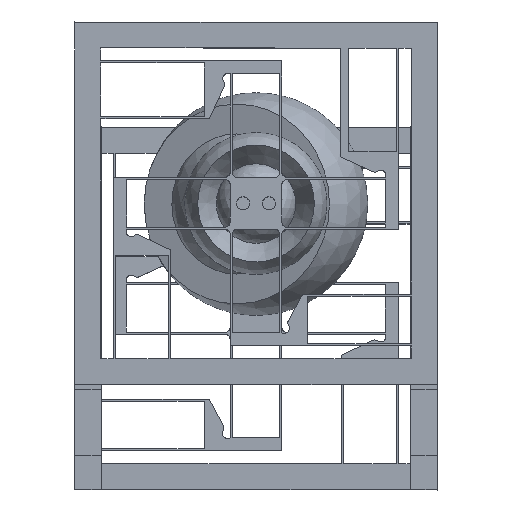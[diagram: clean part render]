
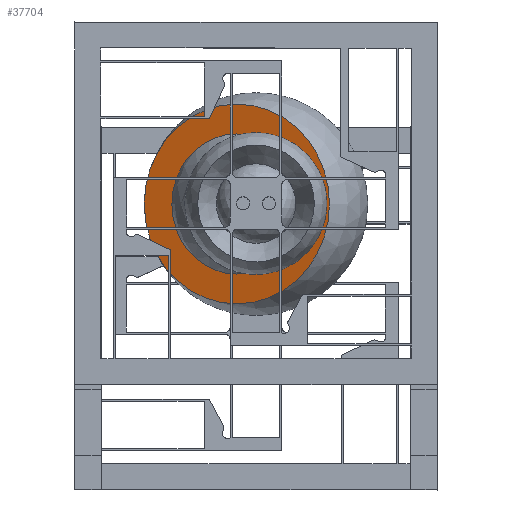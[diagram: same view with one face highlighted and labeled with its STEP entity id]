
A CAD part, top view. The second image highlights one B-rep face of the part: STEP entity #37704.
In plain terms, the highlighted planar face has unit normal (-0.376, 0, 0.927).
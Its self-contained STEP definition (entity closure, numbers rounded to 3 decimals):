
#72=CIRCLE('',#39695,34.369);
#75=CIRCLE('',#39699,48.99);
#328=FACE_BOUND('',#4000,.T.);
#2080=FACE_OUTER_BOUND('',#3999,.T.);
#3999=EDGE_LOOP('',(#33918));
#4000=EDGE_LOOP('',(#33919));
#18079=VERTEX_POINT('',#59196);
#18081=VERTEX_POINT('',#59202);
#23374=EDGE_CURVE('',#18079,#18079,#72,.T.);
#23377=EDGE_CURVE('',#18081,#18081,#75,.T.);
#33918=ORIENTED_EDGE('',*,*,#23377,.F.);
#33919=ORIENTED_EDGE('',*,*,#23374,.T.);
#35920=PLANE('',#39698);
#37704=ADVANCED_FACE('',(#2080,#328),#35920,.T.);
#39695=AXIS2_PLACEMENT_3D('',#59197,#48522,#48523);
#39698=AXIS2_PLACEMENT_3D('',#59201,#48528,#48529);
#39699=AXIS2_PLACEMENT_3D('',#59203,#48530,#48531);
#48522=DIRECTION('center_axis',(0.376,0.,
-0.927));
#48523=DIRECTION('ref_axis',(0.927,0.,0.376));
#48528=DIRECTION('center_axis',(-0.376,0.,
0.927));
#48529=DIRECTION('ref_axis',(0.927,0.,0.376));
#48530=DIRECTION('center_axis',(0.376,0.,
-0.927));
#48531=DIRECTION('ref_axis',(0.927,0.,0.376));
#59196=CARTESIAN_POINT('',(-45.437,0.197,-106.726));
#59197=CARTESIAN_POINT('Origin',(-13.584,0.19,-93.818));
#59201=CARTESIAN_POINT('Origin',(-58.987,0.22,-112.217));
#59202=CARTESIAN_POINT('',(-58.987,0.197,-112.217));
#59203=CARTESIAN_POINT('Origin',(-13.584,0.19,-93.818));
